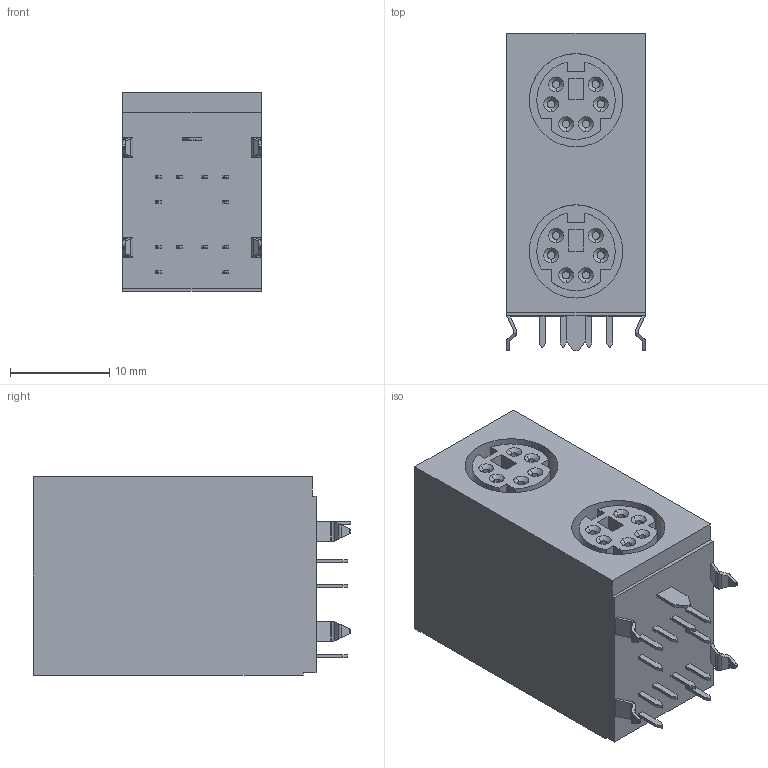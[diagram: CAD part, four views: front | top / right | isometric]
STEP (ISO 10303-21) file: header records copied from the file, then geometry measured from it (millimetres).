
FILE_DESCRIPTION(('STEP AP203'),'1');
FILE_NAME('connector_a-dio-dp_06_gv.stp','2021-05-21T19:20:12',('TraceParts'),('TraceParts S.A.'),'Spatial InterOp 3D',' ',' ');
FILE_SCHEMA(('CONFIG_CONTROL_DESIGN'));
Length unit declared in the file: millimetre
Products named in the file (1): 1
Bounding box: 14 x 32 x 20 mm (x, y, z)
Volume: 7667.5 mm3; surface area: 3428.3 mm2
Topology: 1 solids, 1 shells, 279 faces, 700 edges, 458 vertices
Faces by surface type: plane 181, cylinder 74, cone 24
Entity records: 8574 total; most frequent: CARTESIAN_POINT 1690, DIRECTION 1424, ORIENTED_EDGE 1400, EDGE_CURVE 700, LINE 512, VECTOR 512, VERTEX_POINT 458, AXIS2_PLACEMENT_3D 456
